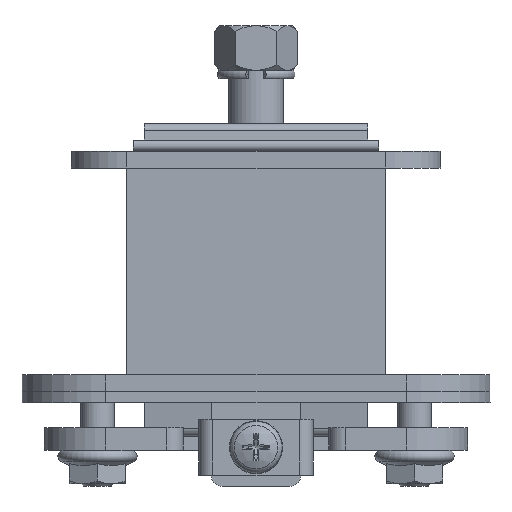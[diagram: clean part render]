
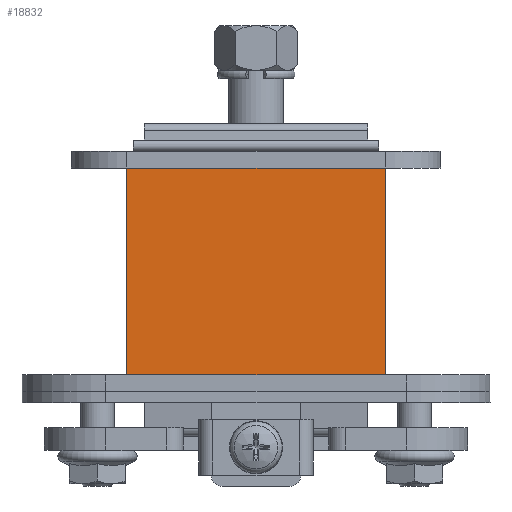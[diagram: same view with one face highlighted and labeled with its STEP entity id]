
A CAD part, front view. The second image highlights one B-rep face of the part: STEP entity #18832.
In plain terms, the highlighted planar face has unit normal (0, -1, 0).
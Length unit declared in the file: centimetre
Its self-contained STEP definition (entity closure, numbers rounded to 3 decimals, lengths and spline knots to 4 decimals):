
#3124=FACE_OUTER_BOUND('',#4297,.T.);
#4297=EDGE_LOOP('',(#16655,#16656,#16657,#16658));
#5713=LINE('',#32099,#7206);
#5788=LINE('',#32562,#7281);
#5794=LINE('',#32585,#7287);
#5795=LINE('',#32587,#7288);
#7206=VECTOR('',#25625,1.);
#7281=VECTOR('',#25900,1.);
#7287=VECTOR('',#25932,1.);
#7288=VECTOR('',#25935,1.);
#8848=VERTEX_POINT('',#32097);
#8849=VERTEX_POINT('',#32098);
#8935=VERTEX_POINT('',#32556);
#8937=VERTEX_POINT('',#32560);
#11402=EDGE_CURVE('',#8848,#8849,#5713,.T.);
#11541=EDGE_CURVE('',#8935,#8937,#5788,.T.);
#11551=EDGE_CURVE('',#8848,#8935,#5794,.T.);
#11552=EDGE_CURVE('',#8849,#8937,#5795,.T.);
#16655=ORIENTED_EDGE('',*,*,#11402,.F.);
#16656=ORIENTED_EDGE('',*,*,#11551,.T.);
#16657=ORIENTED_EDGE('',*,*,#11541,.T.);
#16658=ORIENTED_EDGE('',*,*,#11552,.F.);
#17774=PLANE('',#20749);
#18832=ADVANCED_FACE('',(#3124),#17774,.T.);
#20749=AXIS2_PLACEMENT_3D('',#32586,#25933,#25934);
#25625=DIRECTION('',(-1.,0.,0.));
#25900=DIRECTION('',(-1.,0.,0.));
#25932=DIRECTION('',(0.,0.,1.));
#25933=DIRECTION('center_axis',(0.,-1.,0.));
#25934=DIRECTION('ref_axis',(0.,0.,
-1.));
#25935=DIRECTION('',(0.,0.,1.));
#32097=CARTESIAN_POINT('',(2.31,-10.,-3.7));
#32098=CARTESIAN_POINT('',(-2.31,-10.,-3.7));
#32099=CARTESIAN_POINT('',(0.,-10.,-3.7));
#32556=CARTESIAN_POINT('',(2.31,-10.,0.));
#32560=CARTESIAN_POINT('',(-2.31,-10.,0.));
#32562=CARTESIAN_POINT('',(-7.72,-10.,0.));
#32585=CARTESIAN_POINT('',(2.31,-10.,-4.));
#32586=CARTESIAN_POINT('Origin',(1.52,-10.,-4.));
#32587=CARTESIAN_POINT('',(-2.31,-10.,-4.));
